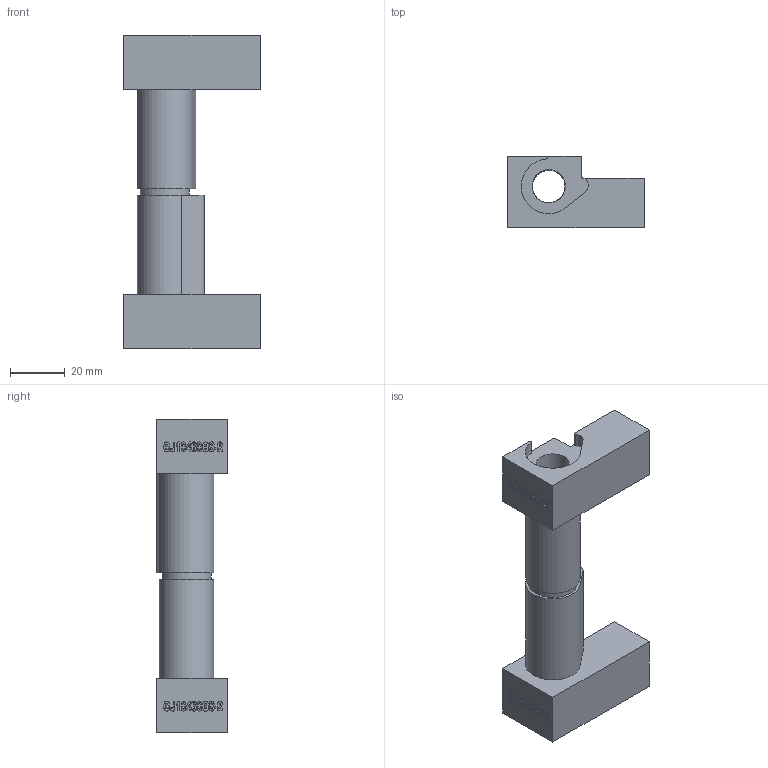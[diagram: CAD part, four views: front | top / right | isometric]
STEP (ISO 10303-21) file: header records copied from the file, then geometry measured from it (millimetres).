
FILE_DESCRIPTION(/* description */ (''),/* implementation_level */ '2;1');
FILE_NAME(/* name */ 'GJ10430GS-2.stp',/* time_stamp */ '2019-08-05T16:02:47+02:00',/* author */ ('DOMINIQUE'),/* organization */ (''),/* preprocessor_version */ 'ST-DEVELOPER v17.2',/* originating_system */ 'Autodesk Inventor 2019',/* authorisation */ '');
FILE_SCHEMA (('AUTOMOTIVE_DESIGN { 1 0 10303 214 3 1 1 }'));
Length unit declared in the file: millimetre
Products named in the file (4): GJ10430GS-2; GJ10430GS-2_1; 16407; 15246
Assembly tree (5 placements, depth 2):
  GJ10430GS-2
    GJ10430GS-2_1  x2
    16407  x2
    15246
Bounding box: 50 x 26.02 x 115 mm (x, y, z)
Volume: 54301.1 mm3; surface area: 21701 mm2
Topology: 5 solids, 5 shells, 360 faces, 970 edges, 648 vertices
Faces by surface type: bspline 168, plane 162, cylinder 30
Full cylindrical faces by diameter (mm): 12 x2, 12.2 x2, 12.5 x1, 18 x1
Entity records: 6315 total; most frequent: CARTESIAN_POINT 2113, ORIENTED_EDGE 980, DIRECTION 572, EDGE_CURVE 490, VERTEX_POINT 328, LINE 286, VECTOR 286, EDGE_LOOP 202
